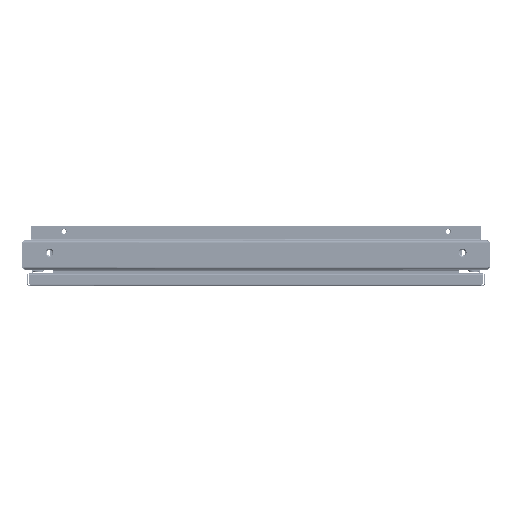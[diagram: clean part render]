
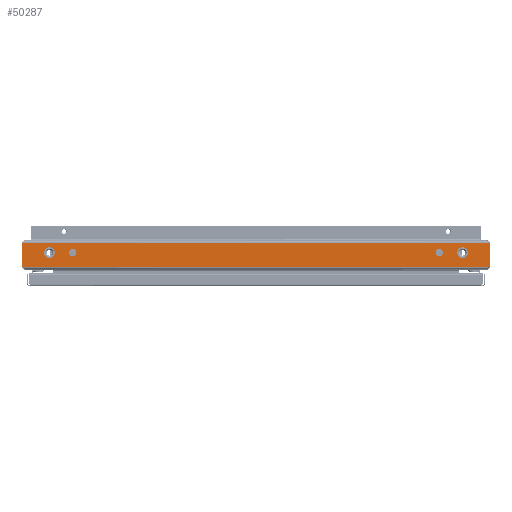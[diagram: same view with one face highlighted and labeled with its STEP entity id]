
A CAD part, front view. The second image highlights one B-rep face of the part: STEP entity #50287.
In plain terms, the highlighted face is planar.
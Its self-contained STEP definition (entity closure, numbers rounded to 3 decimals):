
#713 = LINE ( 'NONE', #39194, #14204 ) ;
#1735 = EDGE_CURVE ( 'NONE', #17470, #63029, #42771, .T. ) ;
#2561 = CIRCLE ( 'NONE', #30953, 5.5 ) ;
#2840 = VERTEX_POINT ( 'NONE', #48466 ) ;
#2978 = DIRECTION ( 'NONE',  ( 1., 0., 0. ) ) ;
#3195 = EDGE_CURVE ( 'NONE', #55554, #42903, #2561, .T. ) ;
#5205 = DIRECTION ( 'NONE',  ( 0., 0., 1. ) ) ;
#5250 = CARTESIAN_POINT ( 'NONE',  ( -309.5, -3.319, 0. ) ) ;
#5646 = EDGE_CURVE ( 'NONE', #26728, #58248, #77126, .T. ) ;
#6373 = CARTESIAN_POINT ( 'NONE',  ( -350., -18., 0. ) ) ;
#8966 = VERTEX_POINT ( 'NONE', #53313 ) ;
#9314 = CARTESIAN_POINT ( 'NONE',  ( -350., -18., 0. ) ) ;
#9481 = CARTESIAN_POINT ( 'NONE',  ( 274.5, -3.319, 0. ) ) ;
#12149 = EDGE_LOOP ( 'NONE', ( #30983, #35517 ) ) ;
#12415 = EDGE_CURVE ( 'NONE', #2840, #39302, #64340, .T. ) ;
#12750 = PLANE ( 'NONE',  #17733 ) ;
#14204 = VECTOR ( 'NONE', #26099, 1000. ) ;
#15713 = CARTESIAN_POINT ( 'NONE',  ( -350., -22., 0. ) ) ;
#16491 = EDGE_CURVE ( 'NONE', #56043, #2840, #41518, .T. ) ;
#16819 = DIRECTION ( 'NONE',  ( 0., 0., 1. ) ) ;
#17470 = VERTEX_POINT ( 'NONE', #59966 ) ;
#17733 = AXIS2_PLACEMENT_3D ( 'NONE', #38560, #64394, #32223 ) ;
#17882 = VECTOR ( 'NONE', #50813, 1000. ) ;
#18344 = DIRECTION ( 'NONE',  ( 0., 0., 1. ) ) ;
#19470 = EDGE_CURVE ( 'NONE', #39537, #24716, #66784, .T. ) ;
#19506 = CARTESIAN_POINT ( 'NONE',  ( -350., 18., 0. ) ) ;
#19632 = EDGE_CURVE ( 'NONE', #63029, #17470, #41090, .T. ) ;
#19685 = ORIENTED_EDGE ( 'NONE', *, *, #16491, .T. ) ;
#19790 = CARTESIAN_POINT ( 'NONE',  ( 280., -3.319, 0. ) ) ;
#19936 = CARTESIAN_POINT ( 'NONE',  ( -269., -3.319, 0. ) ) ;
#20903 = VECTOR ( 'NONE', #2978, 1000. ) ;
#20921 = EDGE_CURVE ( 'NONE', #76775, #76995, #713, .T. ) ;
#23075 = EDGE_CURVE ( 'NONE', #76995, #56043, #72422, .T. ) ;
#23156 = CARTESIAN_POINT ( 'NONE',  ( -350., -18., 0. ) ) ;
#23453 = EDGE_CURVE ( 'NONE', #58248, #26728, #30978, .T. ) ;
#23953 = CARTESIAN_POINT ( 'NONE',  ( 317.5, -3.319, 0. ) ) ;
#23999 = CARTESIAN_POINT ( 'NONE',  ( -309.5, -3.319, 0. ) ) ;
#24142 = DIRECTION ( 'NONE',  ( 0., 0., -1. ) ) ;
#24533 = CARTESIAN_POINT ( 'NONE',  ( -274.5, -3.319, 0. ) ) ;
#24716 = VERTEX_POINT ( 'NONE', #62053 ) ;
#24760 = ORIENTED_EDGE ( 'NONE', *, *, #20921, .T. ) ;
#25037 = FACE_BOUND ( 'NONE', #40691, .T. ) ;
#25219 = DIRECTION ( 'NONE',  ( 0., 0., -1. ) ) ;
#26099 = DIRECTION ( 'NONE',  ( -1., 0., 0. ) ) ;
#26728 = VERTEX_POINT ( 'NONE', #60908 ) ;
#26884 = VECTOR ( 'NONE', #32166, 1000. ) ;
#27970 = CARTESIAN_POINT ( 'NONE',  ( 350., 18., 0. ) ) ;
#28718 = ORIENTED_EDGE ( 'NONE', *, *, #5646, .F. ) ;
#30308 = AXIS2_PLACEMENT_3D ( 'NONE', #32527, #58355, #57935 ) ;
#30507 = CARTESIAN_POINT ( 'NONE',  ( 309.5, -3.319, 0. ) ) ;
#30915 = VECTOR ( 'NONE', #79196, 1000. ) ;
#30953 = AXIS2_PLACEMENT_3D ( 'NONE', #78544, #25219, #63743 ) ;
#30978 = CIRCLE ( 'NONE', #72907, 5.5 ) ;
#30983 = ORIENTED_EDGE ( 'NONE', *, *, #19470, .T. ) ;
#31108 = EDGE_CURVE ( 'NONE', #39302, #66748, #43135, .T. ) ;
#31365 = CARTESIAN_POINT ( 'NONE',  ( 350., 18., 0. ) ) ;
#31570 = ORIENTED_EDGE ( 'NONE', *, *, #47215, .T. ) ;
#32166 = DIRECTION ( 'NONE',  ( 1., 0., 0. ) ) ;
#32223 = DIRECTION ( 'NONE',  ( -1., 0., 0. ) ) ;
#32527 = CARTESIAN_POINT ( 'NONE',  ( 309.5, -3.319, 0. ) ) ;
#34292 = ORIENTED_EDGE ( 'NONE', *, *, #1735, .F. ) ;
#35517 = ORIENTED_EDGE ( 'NONE', *, *, #61092, .T. ) ;
#35665 = CARTESIAN_POINT ( 'NONE',  ( 347.935, -18., 0. ) ) ;
#36526 = DIRECTION ( 'NONE',  ( -1., 0., 0. ) ) ;
#36808 = DIRECTION ( 'NONE',  ( 0., 0., 1. ) ) ;
#37685 = LINE ( 'NONE', #31365, #17882 ) ;
#37927 = LINE ( 'NONE', #23156, #60027 ) ;
#38086 = EDGE_CURVE ( 'NONE', #42903, #55554, #67177, .T. ) ;
#38560 = CARTESIAN_POINT ( 'NONE',  ( 0., 0., 0. ) ) ;
#38708 = AXIS2_PLACEMENT_3D ( 'NONE', #5250, #18344, #63637 ) ;
#39194 = CARTESIAN_POINT ( 'NONE',  ( 350., 18., 0. ) ) ;
#39302 = VERTEX_POINT ( 'NONE', #59128 ) ;
#39483 = CARTESIAN_POINT ( 'NONE',  ( 269., -3.319, 0. ) ) ;
#39537 = VERTEX_POINT ( 'NONE', #23953 ) ;
#39703 = AXIS2_PLACEMENT_3D ( 'NONE', #23999, #16819, #50648 ) ;
#40581 = AXIS2_PLACEMENT_3D ( 'NONE', #76730, #5205, #50473 ) ;
#40691 = EDGE_LOOP ( 'NONE', ( #65849, #34292 ) ) ;
#41090 = CIRCLE ( 'NONE', #39703, 8. ) ;
#41445 = VERTEX_POINT ( 'NONE', #42998 ) ;
#41518 = LINE ( 'NONE', #15713, #55801 ) ;
#42771 = CIRCLE ( 'NONE', #38708, 8. ) ;
#42826 = AXIS2_PLACEMENT_3D ( 'NONE', #9481, #48824, #36526 ) ;
#42903 = VERTEX_POINT ( 'NONE', #19790 ) ;
#42998 = CARTESIAN_POINT ( 'NONE',  ( 350., 18., 0. ) ) ;
#43135 = LINE ( 'NONE', #9314, #20903 ) ;
#43961 = ORIENTED_EDGE ( 'NONE', *, *, #72551, .T. ) ;
#45851 = ORIENTED_EDGE ( 'NONE', *, *, #67016, .T. ) ;
#47215 = EDGE_CURVE ( 'NONE', #66748, #8966, #37927, .T. ) ;
#48466 = CARTESIAN_POINT ( 'NONE',  ( -350., -18., 0. ) ) ;
#48824 = DIRECTION ( 'NONE',  ( 0., 0., -1. ) ) ;
#50287 = ADVANCED_FACE ( 'NONE', ( #51271, #83063, #25037, #70752, #50854 ), #12750, .F. ) ;
#50473 = DIRECTION ( 'NONE',  ( 1., 0., 0. ) ) ;
#50648 = DIRECTION ( 'NONE',  ( 1., 0., 0. ) ) ;
#50813 = DIRECTION ( 'NONE',  ( -1., 0., 0. ) ) ;
#50854 = FACE_OUTER_BOUND ( 'NONE', #60070, .T. ) ;
#50903 = CARTESIAN_POINT ( 'NONE',  ( -301.5, -3.319, 0. ) ) ;
#51271 = FACE_BOUND ( 'NONE', #12149, .T. ) ;
#51664 = ORIENTED_EDGE ( 'NONE', *, *, #23075, .T. ) ;
#52475 = ORIENTED_EDGE ( 'NONE', *, *, #31108, .T. ) ;
#53313 = CARTESIAN_POINT ( 'NONE',  ( 350., -18., 0. ) ) ;
#55554 = VERTEX_POINT ( 'NONE', #39483 ) ;
#55801 = VECTOR ( 'NONE', #74978, 1000. ) ;
#56043 = VERTEX_POINT ( 'NONE', #19506 ) ;
#57582 = ORIENTED_EDGE ( 'NONE', *, *, #23453, .F. ) ;
#57935 = DIRECTION ( 'NONE',  ( -1., 0., 0. ) ) ;
#58051 = DIRECTION ( 'NONE',  ( 0., 1., 0. ) ) ;
#58248 = VERTEX_POINT ( 'NONE', #19936 ) ;
#58355 = DIRECTION ( 'NONE',  ( 0., 0., -1. ) ) ;
#58881 = LINE ( 'NONE', #72009, #71441 ) ;
#59128 = CARTESIAN_POINT ( 'NONE',  ( -347.935, -18., 0. ) ) ;
#59181 = ORIENTED_EDGE ( 'NONE', *, *, #12415, .T. ) ;
#59966 = CARTESIAN_POINT ( 'NONE',  ( -317.5, -3.319, 0. ) ) ;
#60027 = VECTOR ( 'NONE', #75657, 1000. ) ;
#60070 = EDGE_LOOP ( 'NONE', ( #59181, #52475, #31570, #45851, #43961, #24760, #51664, #19685 ) ) ;
#60550 = AXIS2_PLACEMENT_3D ( 'NONE', #30507, #24142, #82154 ) ;
#60908 = CARTESIAN_POINT ( 'NONE',  ( -280., -3.319, 0. ) ) ;
#61092 = EDGE_CURVE ( 'NONE', #24716, #39537, #83525, .T. ) ;
#61314 = CARTESIAN_POINT ( 'NONE',  ( -348., 18., 0. ) ) ;
#62053 = CARTESIAN_POINT ( 'NONE',  ( 301.5, -3.319, 0. ) ) ;
#63029 = VERTEX_POINT ( 'NONE', #50903 ) ;
#63637 = DIRECTION ( 'NONE',  ( 1., 0., 0. ) ) ;
#63743 = DIRECTION ( 'NONE',  ( -1., 0., 0. ) ) ;
#64340 = LINE ( 'NONE', #6373, #26884 ) ;
#64394 = DIRECTION ( 'NONE',  ( 0., 0., -1. ) ) ;
#65237 = ORIENTED_EDGE ( 'NONE', *, *, #38086, .T. ) ;
#65539 = CARTESIAN_POINT ( 'NONE',  ( 348., 18., 0. ) ) ;
#65849 = ORIENTED_EDGE ( 'NONE', *, *, #19632, .F. ) ;
#66273 = ORIENTED_EDGE ( 'NONE', *, *, #3195, .T. ) ;
#66748 = VERTEX_POINT ( 'NONE', #35665 ) ;
#66784 = CIRCLE ( 'NONE', #30308, 8. ) ;
#67016 = EDGE_CURVE ( 'NONE', #8966, #41445, #58881, .T. ) ;
#67177 = CIRCLE ( 'NONE', #42826, 5.5 ) ;
#70752 = FACE_BOUND ( 'NONE', #80116, .T. ) ;
#71441 = VECTOR ( 'NONE', #58051, 1000. ) ;
#72009 = CARTESIAN_POINT ( 'NONE',  ( 350., -22., 0. ) ) ;
#72422 = LINE ( 'NONE', #27970, #30915 ) ;
#72551 = EDGE_CURVE ( 'NONE', #41445, #76775, #37685, .T. ) ;
#72907 = AXIS2_PLACEMENT_3D ( 'NONE', #24533, #36808, #76196 ) ;
#74978 = DIRECTION ( 'NONE',  ( 0., -1., 0. ) ) ;
#75657 = DIRECTION ( 'NONE',  ( 1., 0., 0. ) ) ;
#76196 = DIRECTION ( 'NONE',  ( 1., 0., 0. ) ) ;
#76730 = CARTESIAN_POINT ( 'NONE',  ( -274.5, -3.319, 0. ) ) ;
#76775 = VERTEX_POINT ( 'NONE', #65539 ) ;
#76995 = VERTEX_POINT ( 'NONE', #61314 ) ;
#77126 = CIRCLE ( 'NONE', #40581, 5.5 ) ;
#78544 = CARTESIAN_POINT ( 'NONE',  ( 274.5, -3.319, 0. ) ) ;
#79196 = DIRECTION ( 'NONE',  ( -1., 0., 0. ) ) ;
#80116 = EDGE_LOOP ( 'NONE', ( #57582, #28718 ) ) ;
#81017 = EDGE_LOOP ( 'NONE', ( #65237, #66273 ) ) ;
#82154 = DIRECTION ( 'NONE',  ( -1., 0., 0. ) ) ;
#83063 = FACE_BOUND ( 'NONE', #81017, .T. ) ;
#83525 = CIRCLE ( 'NONE', #60550, 8. ) ;
